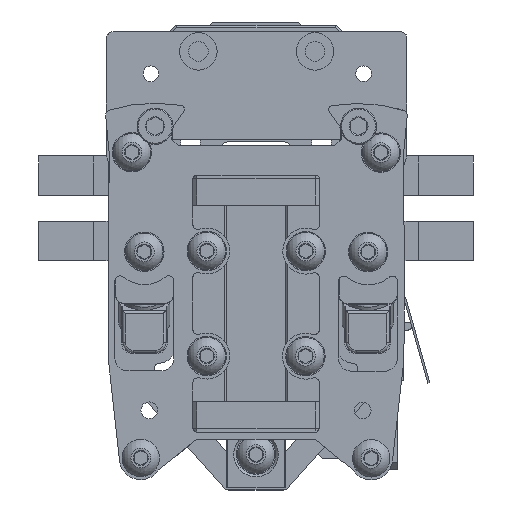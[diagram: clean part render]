
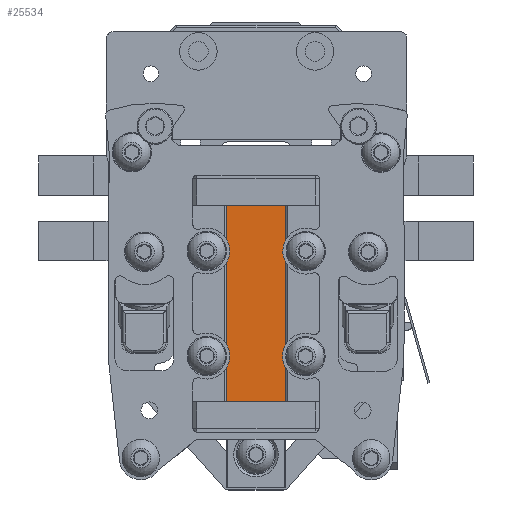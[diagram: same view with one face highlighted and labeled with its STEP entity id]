
A CAD part, front view. The second image highlights one B-rep face of the part: STEP entity #25534.
In plain terms, the highlighted planar face has unit normal (0, -1, 0).
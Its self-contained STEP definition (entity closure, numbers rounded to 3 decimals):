
#996=PLANE('',#27152);
#2241=FACE_OUTER_BOUND('',#3686,.T.);
#3686=EDGE_LOOP('',(#17779,#17780,#17781,#17782));
#5315=LINE('',#37548,#7762);
#5321=LINE('',#37560,#7768);
#5338=LINE('',#37595,#7785);
#5339=LINE('',#37596,#7786);
#7762=VECTOR('',#29842,29.9);
#7768=VECTOR('',#29850,29.9);
#7785=VECTOR('',#29887,9.);
#7786=VECTOR('',#29888,9.);
#11327=VERTEX_POINT('',#37544);
#11329=VERTEX_POINT('',#37547);
#11332=VERTEX_POINT('',#37554);
#11334=VERTEX_POINT('',#37558);
#13861=EDGE_CURVE('',#11327,#11329,#5315,.T.);
#13867=EDGE_CURVE('',#11332,#11334,#5321,.T.);
#13886=EDGE_CURVE('',#11329,#11334,#5338,.T.);
#13887=EDGE_CURVE('',#11327,#11332,#5339,.T.);
#17779=ORIENTED_EDGE('',*,*,#13867,.T.);
#17780=ORIENTED_EDGE('',*,*,#13886,.F.);
#17781=ORIENTED_EDGE('',*,*,#13861,.F.);
#17782=ORIENTED_EDGE('',*,*,#13887,.T.);
#25534=ADVANCED_FACE('',(#2241),#996,.T.);
#27152=AXIS2_PLACEMENT_3D('',#37594,#29885,#29886);
#29842=DIRECTION('',(0.,0.,-1.));
#29850=DIRECTION('',(0.,0.,-1.));
#29885=DIRECTION('center_axis',(0.,-1.,0.));
#29886=DIRECTION('ref_axis',(0.,0.,
1.));
#29887=DIRECTION('',(-1.,0.,0.));
#29888=DIRECTION('',(-1.,0.,0.));
#37544=CARTESIAN_POINT('',(4.5,-1.577,34.7));
#37547=CARTESIAN_POINT('',(4.5,-1.577,4.8));
#37548=CARTESIAN_POINT('',(4.5,-1.577,34.7));
#37554=CARTESIAN_POINT('',(-4.5,-1.577,34.7));
#37558=CARTESIAN_POINT('',(-4.5,-1.577,4.8));
#37560=CARTESIAN_POINT('',(-4.5,-1.577,34.7));
#37594=CARTESIAN_POINT('Origin',(0.,-1.577,
34.7));
#37595=CARTESIAN_POINT('',(4.5,-1.577,4.8));
#37596=CARTESIAN_POINT('',(4.5,-1.577,34.7));
